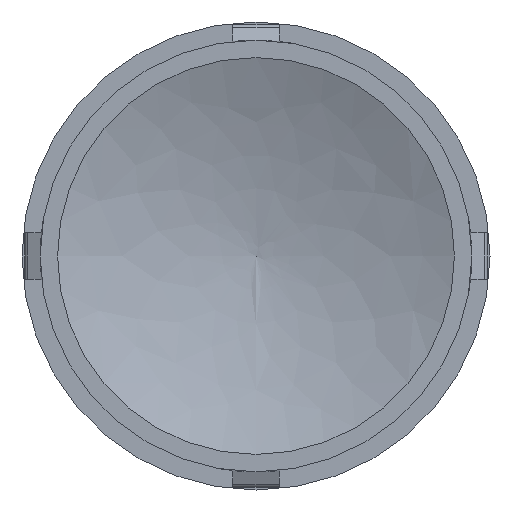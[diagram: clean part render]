
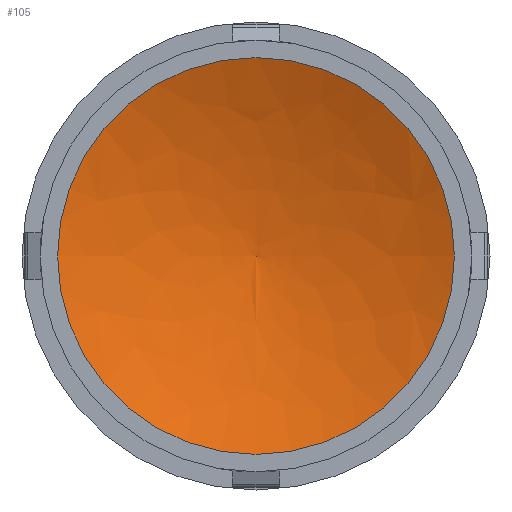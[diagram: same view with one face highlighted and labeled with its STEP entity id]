
A CAD part, front view. The second image highlights one B-rep face of the part: STEP entity #105.
In plain terms, the highlighted free-form (B-spline) face has degree [3, 3] with [4, 7] control points.
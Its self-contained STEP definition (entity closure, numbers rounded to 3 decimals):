
#42=(
BOUNDED_SURFACE()
B_SPLINE_SURFACE(3,3,((#1344,#1345,#1346,#1347,#1348,#1349,#1350),(#1351,
#1352,#1353,#1354,#1355,#1356,#1357),(#1358,#1359,#1360,#1361,#1362,#1363,
#1364),(#1365,#1366,#1367,#1368,#1369,#1370,#1371)),.UNSPECIFIED.,.F.,.T.,
 .F.)
B_SPLINE_SURFACE_WITH_KNOTS((4,4),(1,3,3,3,1),(0.,1.),(-0.5,0.,0.5,1.,1.5),
 .UNSPECIFIED.)
GEOMETRIC_REPRESENTATION_ITEM()
RATIONAL_B_SPLINE_SURFACE(((1.,0.333,0.333,1.,0.333,
0.333,1.),(0.992,0.331,0.331,
0.992,0.331,0.331,0.992),
(0.992,0.331,0.331,0.992,
0.331,0.331,0.992),(1.,0.333,
0.333,1.,0.333,0.333,1.)))
REPRESENTATION_ITEM('')
SURFACE()
);
#44=VERTEX_LOOP('',#571);
#46=FACE_BOUND('',#226,.T.);
#47=FACE_BOUND('',#44,.T.);
#105=ADVANCED_FACE('',(#46,#47),#42,.T.);
#226=EDGE_LOOP('',(#350));
#280=CIRCLE('',#959,11.406);
#350=ORIENTED_EDGE('',*,*,#668,.T.);
#570=VERTEX_POINT('',#1342);
#571=VERTEX_POINT('',#1343);
#668=EDGE_CURVE('',#570,#570,#280,.T.);
#959=AXIS2_PLACEMENT_3D('',#1341,#1084,#1085);
#1084=DIRECTION('',(0.,-1.,0.));
#1085=DIRECTION('',(0.,0.,-1.));
#1341=CARTESIAN_POINT('',(0.,-3.7,0.));
#1342=CARTESIAN_POINT('',(0.,-3.7,-11.406));
#1343=CARTESIAN_POINT('',(0.,-1.003,0.));
#1344=CARTESIAN_POINT('',(0.,-1.003,0.));
#1345=CARTESIAN_POINT('',(0.,-1.003,0.));
#1346=CARTESIAN_POINT('',(0.,-1.003,0.));
#1347=CARTESIAN_POINT('',(0.,-1.003,0.));
#1348=CARTESIAN_POINT('',(0.,-1.003,0.));
#1349=CARTESIAN_POINT('',(0.,-1.003,0.));
#1350=CARTESIAN_POINT('',(0.,-1.003,0.));
#1351=CARTESIAN_POINT('',(0.,-1.305,-3.927));
#1352=CARTESIAN_POINT('',(7.854,-1.305,-3.927));
#1353=CARTESIAN_POINT('',(7.854,-1.305,3.927));
#1354=CARTESIAN_POINT('',(0.,-1.305,3.927));
#1355=CARTESIAN_POINT('',(-7.854,-1.305,3.927));
#1356=CARTESIAN_POINT('',(-7.854,-1.305,-3.927));
#1357=CARTESIAN_POINT('',(0.,-1.305,-3.927));
#1358=CARTESIAN_POINT('',(0.,-2.212,-7.759));
#1359=CARTESIAN_POINT('',(15.519,-2.212,-7.759));
#1360=CARTESIAN_POINT('',(15.519,-2.212,7.759));
#1361=CARTESIAN_POINT('',(0.,-2.212,7.759));
#1362=CARTESIAN_POINT('',(-15.519,-2.212,7.759));
#1363=CARTESIAN_POINT('',(-15.519,-2.212,-7.759));
#1364=CARTESIAN_POINT('',(0.,-2.212,-7.759));
#1365=CARTESIAN_POINT('',(0.,-3.7,-11.406));
#1366=CARTESIAN_POINT('',(22.812,-3.7,-11.406));
#1367=CARTESIAN_POINT('',(22.812,-3.7,11.406));
#1368=CARTESIAN_POINT('',(0.,-3.7,11.406));
#1369=CARTESIAN_POINT('',(-22.812,-3.7,11.406));
#1370=CARTESIAN_POINT('',(-22.812,-3.7,-11.406));
#1371=CARTESIAN_POINT('',(0.,-3.7,-11.406));
